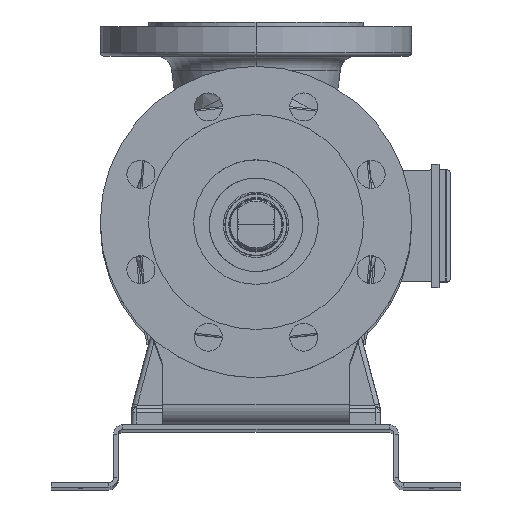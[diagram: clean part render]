
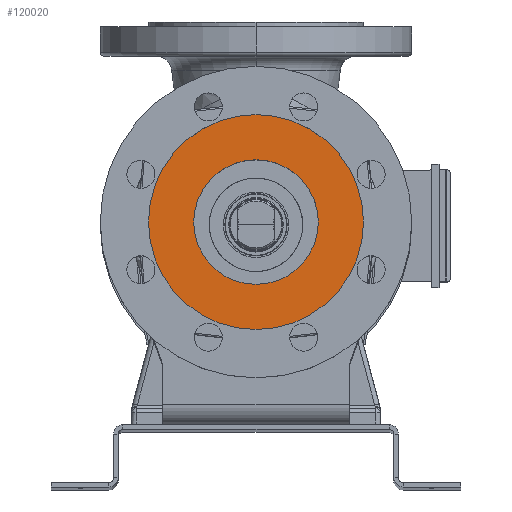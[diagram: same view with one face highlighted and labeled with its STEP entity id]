
A CAD part, top view. The second image highlights one B-rep face of the part: STEP entity #120020.
In plain terms, the highlighted planar face has unit normal (0, 0, 1).
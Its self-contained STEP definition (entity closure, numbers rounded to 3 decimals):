
#367 = AXIS2_PLACEMENT_3D ( 'NONE', #86949, #6771, #54995 ) ;
#707 = CARTESIAN_POINT ( 'NONE',  ( 268.73, 651.907, 1508.67 ) ) ;
#1524 = DIRECTION ( 'NONE',  ( 0., 0., -1. ) ) ;
#3022 = PLANE ( 'NONE',  #153809 ) ;
#5290 = CARTESIAN_POINT ( 'NONE',  ( 268.73, 651.907, 1508.67 ) ) ;
#6771 = DIRECTION ( 'NONE',  ( 0., 0., -1. ) ) ;
#6913 = CIRCLE ( 'NONE', #64332, 69. ) ;
#17574 = CIRCLE ( 'NONE', #155676, 40. ) ;
#17913 = VERTEX_POINT ( 'NONE', #102153 ) ;
#18182 = ORIENTED_EDGE ( 'NONE', *, *, #126568, .F. ) ;
#18452 = DIRECTION ( 'NONE',  ( -1., 0., 0. ) ) ;
#18712 = ORIENTED_EDGE ( 'NONE', *, *, #58225, .T. ) ;
#20362 = VERTEX_POINT ( 'NONE', #82127 ) ;
#24108 = EDGE_CURVE ( 'NONE', #56325, #65085, #6913, .T. ) ;
#31154 = CIRCLE ( 'NONE', #145839, 40. ) ;
#36934 = CIRCLE ( 'NONE', #367, 69. ) ;
#40496 = DIRECTION ( 'NONE',  ( 1., 0., 0. ) ) ;
#52870 = CARTESIAN_POINT ( 'NONE',  ( 268.73, 679.45, 1508.67 ) ) ;
#54995 = DIRECTION ( 'NONE',  ( -1., 0., 0. ) ) ;
#56325 = VERTEX_POINT ( 'NONE', #67577 ) ;
#58225 = EDGE_CURVE ( 'NONE', #20362, #17913, #17574, .T. ) ;
#59663 = ORIENTED_EDGE ( 'NONE', *, *, #62701, .T. ) ;
#60417 = DIRECTION ( 'NONE',  ( -1., 0., 0. ) ) ;
#62449 = DIRECTION ( 'NONE',  ( 1., 0., 0. ) ) ;
#62701 = EDGE_CURVE ( 'NONE', #17913, #20362, #31154, .T. ) ;
#64332 = AXIS2_PLACEMENT_3D ( 'NONE', #707, #1524, #60417 ) ;
#65085 = VERTEX_POINT ( 'NONE', #68814 ) ;
#67577 = CARTESIAN_POINT ( 'NONE',  ( 337.73, 651.907, 1508.67 ) ) ;
#68814 = CARTESIAN_POINT ( 'NONE',  ( 199.73, 651.907, 1508.67 ) ) ;
#77114 = DIRECTION ( 'NONE',  ( 0., 0., -1. ) ) ;
#82127 = CARTESIAN_POINT ( 'NONE',  ( 308.73, 651.907, 1508.67 ) ) ;
#86949 = CARTESIAN_POINT ( 'NONE',  ( 268.73, 651.907, 1508.67 ) ) ;
#89434 = EDGE_LOOP ( 'NONE', ( #18712, #59663 ) ) ;
#102153 = CARTESIAN_POINT ( 'NONE',  ( 228.73, 651.907, 1508.67 ) ) ;
#102590 = DIRECTION ( 'NONE',  ( 0., 0., -1. ) ) ;
#119531 = EDGE_LOOP ( 'NONE', ( #18182, #129724 ) ) ;
#120020 = ADVANCED_FACE ( 'NONE', ( #154714, #127056 ), #3022, .F. ) ;
#125200 = CARTESIAN_POINT ( 'NONE',  ( 268.73, 651.907, 1508.67 ) ) ;
#126568 = EDGE_CURVE ( 'NONE', #65085, #56325, #36934, .T. ) ;
#127056 = FACE_OUTER_BOUND ( 'NONE', #119531, .T. ) ;
#129724 = ORIENTED_EDGE ( 'NONE', *, *, #24108, .F. ) ;
#142382 = DIRECTION ( 'NONE',  ( 0., 0., -1. ) ) ;
#145839 = AXIS2_PLACEMENT_3D ( 'NONE', #125200, #77114, #62449 ) ;
#153809 = AXIS2_PLACEMENT_3D ( 'NONE', #52870, #102590, #18452 ) ;
#154714 = FACE_BOUND ( 'NONE', #89434, .T. ) ;
#155676 = AXIS2_PLACEMENT_3D ( 'NONE', #5290, #142382, #40496 ) ;
